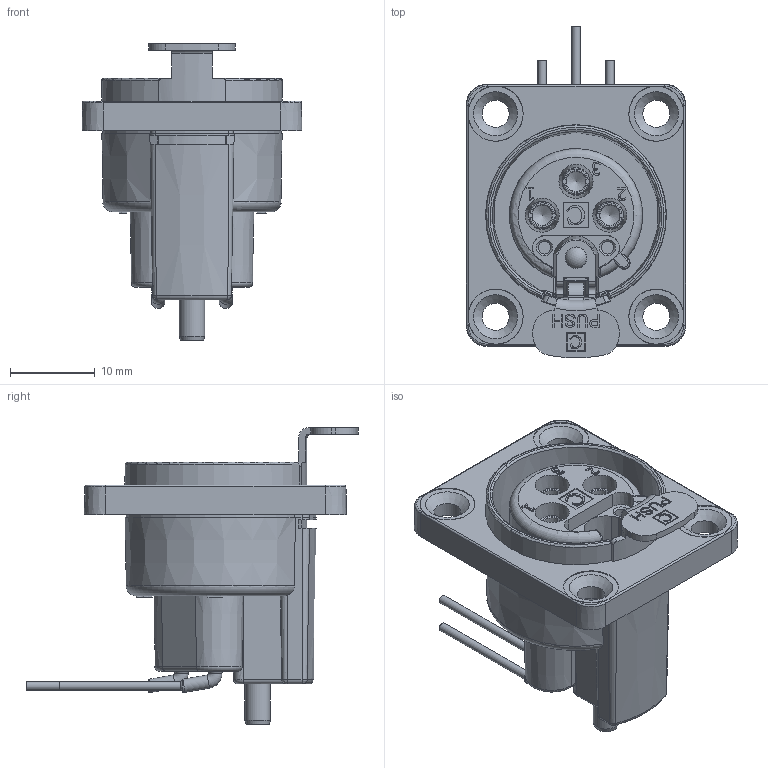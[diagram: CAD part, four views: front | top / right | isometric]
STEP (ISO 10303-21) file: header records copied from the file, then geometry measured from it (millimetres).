
FILE_DESCRIPTION(/* description */ (''),/* implementation_level */ '2;1');
FILE_NAME(/* name */ 'CP30082.stp',/* time_stamp */ '2020-09-07T10:01:14+01:00',/* author */ ('tottley'),/* organization */ (''),/* preprocessor_version */ 'ST-DEVELOPER v18',/* originating_system */ 'Autodesk Inventor 2020',/* authorisation */ '');
FILE_SCHEMA (('AUTOMOTIVE_DESIGN { 1 0 10303 214 3 1 1 }'));
Length unit declared in the file: millimetre
Products named in the file (1): Part3
Bounding box: 26 x 39.25 x 35.1 mm (x, y, z)
Volume: 5952.1 mm3; surface area: 7916.9 mm2
Topology: 1 solids, 9 shells, 657 faces, 1771 edges, 1160 vertices
Faces by surface type: plane 297, bspline 130, cylinder 116, cone 73, torus 36, sphere 5
Full cylindrical faces by diameter (mm): 1 x3, 1.5 x2, 1.57 x3, 2.1 x1, 2.3 x1, 2.36 x3, 2.4 x1, 3 x2, 3.18 x9, 3.2 x4, 4 x3, 6.5 x4
Entity records: 23129 total; most frequent: CARTESIAN_POINT 6406, ORIENTED_EDGE 3534, DIRECTION 3015, EDGE_CURVE 1767, VERTEX_POINT 1160, AXIS2_PLACEMENT_3D 1034, LINE 947, VECTOR 947
